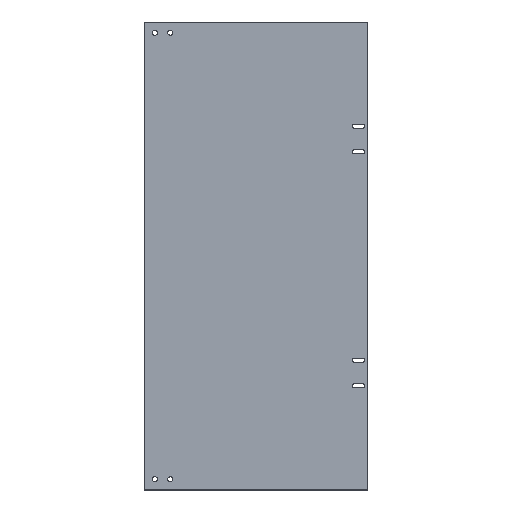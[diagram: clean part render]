
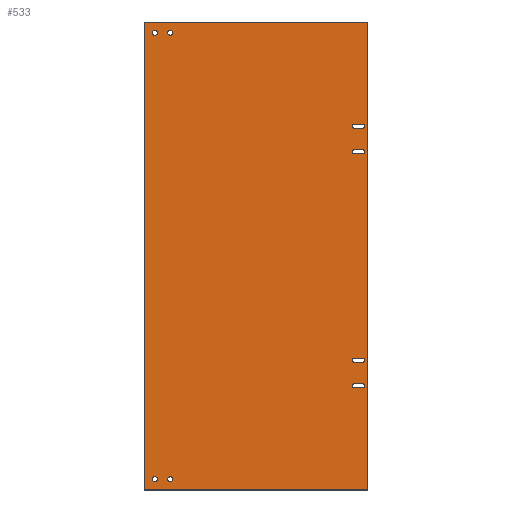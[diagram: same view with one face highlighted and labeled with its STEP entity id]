
A CAD part, top view. The second image highlights one B-rep face of the part: STEP entity #533.
In plain terms, the highlighted planar face has unit normal (0, 0, 1).
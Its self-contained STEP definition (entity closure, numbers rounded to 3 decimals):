
#15=FACE_BOUND('',#96,.T.);
#16=FACE_BOUND('',#97,.T.);
#17=FACE_BOUND('',#98,.T.);
#18=FACE_BOUND('',#99,.T.);
#19=FACE_BOUND('',#100,.T.);
#20=FACE_BOUND('',#101,.T.);
#21=FACE_BOUND('',#102,.T.);
#22=FACE_BOUND('',#103,.T.);
#43=PLANE('',#597);
#69=FACE_OUTER_BOUND('',#95,.T.);
#95=EDGE_LOOP('',(#449,#450,#451,#452));
#96=EDGE_LOOP('',(#453));
#97=EDGE_LOOP('',(#454));
#98=EDGE_LOOP('',(#455,#456,#457,#458));
#99=EDGE_LOOP('',(#459));
#100=EDGE_LOOP('',(#460,#461,#462,#463));
#101=EDGE_LOOP('',(#464,#465,#466,#467));
#102=EDGE_LOOP('',(#468,#469,#470,#471));
#103=EDGE_LOOP('',(#472));
#116=LINE('',#763,#164);
#120=LINE('',#775,#168);
#125=LINE('',#793,#173);
#129=LINE('',#803,#177);
#132=LINE('',#811,#180);
#136=LINE('',#823,#184);
#142=LINE('',#847,#190);
#146=LINE('',#857,#194);
#151=LINE('',#877,#199);
#154=LINE('',#883,#202);
#157=LINE('',#889,#205);
#160=LINE('',#893,#208);
#164=VECTOR('',#612,10.);
#168=VECTOR('',#624,10.);
#173=VECTOR('',#643,10.);
#177=VECTOR('',#655,10.);
#180=VECTOR('',#660,10.);
#184=VECTOR('',#672,10.);
#190=VECTOR('',#698,10.);
#194=VECTOR('',#710,10.);
#199=VECTOR('',#729,10.);
#202=VECTOR('',#734,10.);
#205=VECTOR('',#739,10.);
#208=VECTOR('',#744,10.);
#209=CIRCLE('',#550,2.5);
#212=CIRCLE('',#555,2.);
#214=CIRCLE('',#559,2.);
#216=CIRCLE('',#562,2.);
#218=CIRCLE('',#566,2.);
#220=CIRCLE('',#571,2.);
#222=CIRCLE('',#575,2.);
#223=CIRCLE('',#577,2.5);
#226=CIRCLE('',#581,2.);
#228=CIRCLE('',#585,2.);
#229=CIRCLE('',#588,2.5);
#231=CIRCLE('',#591,2.5);
#233=VERTEX_POINT('',#751);
#237=VERTEX_POINT('',#760);
#238=VERTEX_POINT('',#762);
#240=VERTEX_POINT('',#768);
#242=VERTEX_POINT('',#774);
#245=VERTEX_POINT('',#784);
#246=VERTEX_POINT('',#786);
#248=VERTEX_POINT('',#792);
#250=VERTEX_POINT('',#798);
#253=VERTEX_POINT('',#808);
#254=VERTEX_POINT('',#810);
#256=VERTEX_POINT('',#816);
#258=VERTEX_POINT('',#822);
#259=VERTEX_POINT('',#829);
#263=VERTEX_POINT('',#838);
#264=VERTEX_POINT('',#840);
#266=VERTEX_POINT('',#846);
#268=VERTEX_POINT('',#852);
#269=VERTEX_POINT('',#859);
#271=VERTEX_POINT('',#865);
#275=VERTEX_POINT('',#874);
#276=VERTEX_POINT('',#876);
#278=VERTEX_POINT('',#882);
#280=VERTEX_POINT('',#888);
#281=EDGE_CURVE('',#233,#233,#209,.T.);
#286=EDGE_CURVE('',#238,#237,#116,.T.);
#289=EDGE_CURVE('',#240,#238,#212,.T.);
#292=EDGE_CURVE('',#242,#240,#120,.T.);
#295=EDGE_CURVE('',#237,#242,#214,.T.);
#298=EDGE_CURVE('',#246,#245,#216,.T.);
#301=EDGE_CURVE('',#248,#246,#125,.T.);
#304=EDGE_CURVE('',#250,#248,#218,.T.);
#307=EDGE_CURVE('',#245,#250,#129,.T.);
#310=EDGE_CURVE('',#254,#253,#132,.T.);
#313=EDGE_CURVE('',#256,#254,#220,.T.);
#316=EDGE_CURVE('',#258,#256,#136,.T.);
#319=EDGE_CURVE('',#253,#258,#222,.T.);
#320=EDGE_CURVE('',#259,#259,#223,.T.);
#325=EDGE_CURVE('',#264,#263,#226,.T.);
#328=EDGE_CURVE('',#266,#264,#142,.T.);
#331=EDGE_CURVE('',#268,#266,#228,.T.);
#334=EDGE_CURVE('',#263,#268,#146,.T.);
#335=EDGE_CURVE('',#269,#269,#229,.T.);
#338=EDGE_CURVE('',#271,#271,#231,.T.);
#343=EDGE_CURVE('',#276,#275,#151,.T.);
#346=EDGE_CURVE('',#278,#276,#154,.T.);
#349=EDGE_CURVE('',#280,#278,#157,.T.);
#352=EDGE_CURVE('',#275,#280,#160,.T.);
#449=ORIENTED_EDGE('',*,*,#352,.T.);
#450=ORIENTED_EDGE('',*,*,#349,.T.);
#451=ORIENTED_EDGE('',*,*,#346,.T.);
#452=ORIENTED_EDGE('',*,*,#343,.T.);
#453=ORIENTED_EDGE('',*,*,#338,.T.);
#454=ORIENTED_EDGE('',*,*,#335,.T.);
#455=ORIENTED_EDGE('',*,*,#334,.T.);
#456=ORIENTED_EDGE('',*,*,#331,.T.);
#457=ORIENTED_EDGE('',*,*,#328,.T.);
#458=ORIENTED_EDGE('',*,*,#325,.T.);
#459=ORIENTED_EDGE('',*,*,#320,.T.);
#460=ORIENTED_EDGE('',*,*,#319,.T.);
#461=ORIENTED_EDGE('',*,*,#316,.T.);
#462=ORIENTED_EDGE('',*,*,#313,.T.);
#463=ORIENTED_EDGE('',*,*,#310,.T.);
#464=ORIENTED_EDGE('',*,*,#307,.T.);
#465=ORIENTED_EDGE('',*,*,#304,.T.);
#466=ORIENTED_EDGE('',*,*,#301,.T.);
#467=ORIENTED_EDGE('',*,*,#298,.T.);
#468=ORIENTED_EDGE('',*,*,#295,.T.);
#469=ORIENTED_EDGE('',*,*,#292,.T.);
#470=ORIENTED_EDGE('',*,*,#289,.T.);
#471=ORIENTED_EDGE('',*,*,#286,.T.);
#472=ORIENTED_EDGE('',*,*,#281,.T.);
#533=ADVANCED_FACE('',(#69,#15,#16,#17,#18,#19,#20,#21,#22),#43,.T.);
#550=AXIS2_PLACEMENT_3D('',#752,#603,#604);
#555=AXIS2_PLACEMENT_3D('',#769,#618,#619);
#559=AXIS2_PLACEMENT_3D('',#779,#630,#631);
#562=AXIS2_PLACEMENT_3D('',#787,#637,#638);
#566=AXIS2_PLACEMENT_3D('',#799,#649,#650);
#571=AXIS2_PLACEMENT_3D('',#817,#666,#667);
#575=AXIS2_PLACEMENT_3D('',#827,#678,#679);
#577=AXIS2_PLACEMENT_3D('',#830,#682,#683);
#581=AXIS2_PLACEMENT_3D('',#841,#692,#693);
#585=AXIS2_PLACEMENT_3D('',#853,#704,#705);
#588=AXIS2_PLACEMENT_3D('',#860,#713,#714);
#591=AXIS2_PLACEMENT_3D('',#866,#720,#721);
#597=AXIS2_PLACEMENT_3D('',#894,#745,#746);
#603=DIRECTION('center_axis',(0.,0.,-1.));
#604=DIRECTION('ref_axis',(1.,0.,0.));
#612=DIRECTION('',(-1.,0.,0.));
#618=DIRECTION('center_axis',(0.,0.,-1.));
#619=DIRECTION('ref_axis',(1.,0.,0.));
#624=DIRECTION('',(1.,0.,0.));
#630=DIRECTION('center_axis',(0.,0.,-1.));
#631=DIRECTION('ref_axis',(1.,0.,0.));
#637=DIRECTION('center_axis',(0.,0.,-1.));
#638=DIRECTION('ref_axis',(1.,0.,0.));
#643=DIRECTION('',(-1.,0.,0.));
#649=DIRECTION('center_axis',(0.,0.,-1.));
#650=DIRECTION('ref_axis',(1.,0.,0.));
#655=DIRECTION('',(1.,0.,0.));
#660=DIRECTION('',(1.,0.,0.));
#666=DIRECTION('center_axis',(0.,0.,-1.));
#667=DIRECTION('ref_axis',(1.,0.,0.));
#672=DIRECTION('',(-1.,0.,0.));
#678=DIRECTION('center_axis',(0.,0.,-1.));
#679=DIRECTION('ref_axis',(1.,0.,0.));
#682=DIRECTION('center_axis',(0.,0.,-1.));
#683=DIRECTION('ref_axis',(1.,0.,0.));
#692=DIRECTION('center_axis',(0.,0.,-1.));
#693=DIRECTION('ref_axis',(1.,0.,0.));
#698=DIRECTION('',(-1.,0.,0.));
#704=DIRECTION('center_axis',(0.,0.,-1.));
#705=DIRECTION('ref_axis',(1.,0.,0.));
#710=DIRECTION('',(1.,0.,0.));
#713=DIRECTION('center_axis',(0.,0.,-1.));
#714=DIRECTION('ref_axis',(1.,0.,0.));
#720=DIRECTION('center_axis',(0.,0.,-1.));
#721=DIRECTION('ref_axis',(1.,0.,0.));
#729=DIRECTION('',(0.,-1.,0.));
#734=DIRECTION('',(-1.,0.,0.));
#739=DIRECTION('',(0.,1.,0.));
#744=DIRECTION('',(1.,0.,0.));
#745=DIRECTION('center_axis',(0.,0.,1.));
#746=DIRECTION('ref_axis',(1.,0.,0.));
#751=CARTESIAN_POINT('',(-85.6,216.6,2.5));
#752=CARTESIAN_POINT('Origin',(-83.1,216.6,2.5));
#760=CARTESIAN_POINT('',(95.5,-103.,2.5));
#762=CARTESIAN_POINT('',(103.5,-103.,2.5));
#763=CARTESIAN_POINT('',(103.5,-103.,2.5));
#768=CARTESIAN_POINT('',(103.5,-99.,2.5));
#769=CARTESIAN_POINT('Origin',(103.5,-101.,2.5));
#774=CARTESIAN_POINT('',(95.506,-99.,2.5));
#775=CARTESIAN_POINT('',(95.506,-99.,2.5));
#779=CARTESIAN_POINT('Origin',(95.5,-101.,2.5));
#784=CARTESIAN_POINT('',(95.5,-124.,2.5));
#786=CARTESIAN_POINT('',(95.506,-128.,2.5));
#787=CARTESIAN_POINT('Origin',(95.5,-126.,2.5));
#792=CARTESIAN_POINT('',(103.5,-128.,2.5));
#793=CARTESIAN_POINT('',(95.506,-128.,2.5));
#798=CARTESIAN_POINT('',(103.5,-124.,2.5));
#799=CARTESIAN_POINT('Origin',(103.5,-126.,2.5));
#803=CARTESIAN_POINT('',(103.5,-124.,2.5));
#808=CARTESIAN_POINT('',(103.5,128.,2.5));
#810=CARTESIAN_POINT('',(95.506,128.,2.5));
#811=CARTESIAN_POINT('',(95.506,128.,2.5));
#816=CARTESIAN_POINT('',(95.5,124.,2.5));
#817=CARTESIAN_POINT('Origin',(95.5,126.,2.5));
#822=CARTESIAN_POINT('',(103.5,124.,2.5));
#823=CARTESIAN_POINT('',(103.5,124.,2.5));
#827=CARTESIAN_POINT('Origin',(103.5,126.,2.5));
#829=CARTESIAN_POINT('',(-100.6,-216.6,2.5));
#830=CARTESIAN_POINT('Origin',(-98.1,-216.6,2.5));
#838=CARTESIAN_POINT('',(95.5,103.,2.5));
#840=CARTESIAN_POINT('',(95.506,99.,2.5));
#841=CARTESIAN_POINT('Origin',(95.5,101.,2.5));
#846=CARTESIAN_POINT('',(103.5,99.,2.5));
#847=CARTESIAN_POINT('',(95.506,99.,2.5));
#852=CARTESIAN_POINT('',(103.5,103.,2.5));
#853=CARTESIAN_POINT('Origin',(103.5,101.,2.5));
#857=CARTESIAN_POINT('',(103.5,103.,2.5));
#859=CARTESIAN_POINT('',(-100.6,216.6,2.5));
#860=CARTESIAN_POINT('Origin',(-98.1,216.6,2.5));
#865=CARTESIAN_POINT('',(-85.6,-216.6,2.5));
#866=CARTESIAN_POINT('Origin',(-83.1,-216.6,2.5));
#874=CARTESIAN_POINT('',(-108.5,-227.,2.5));
#876=CARTESIAN_POINT('',(-108.5,227.,2.5));
#877=CARTESIAN_POINT('',(-108.5,-227.,2.5));
#882=CARTESIAN_POINT('',(108.5,227.,2.5));
#883=CARTESIAN_POINT('',(-108.5,227.,2.5));
#888=CARTESIAN_POINT('',(108.5,-227.,2.5));
#889=CARTESIAN_POINT('',(108.5,227.,2.5));
#893=CARTESIAN_POINT('',(108.5,-227.,2.5));
#894=CARTESIAN_POINT('Origin',(0.,0.,
2.5));
